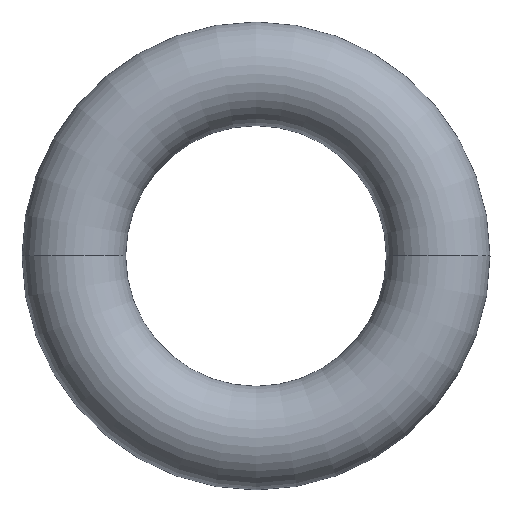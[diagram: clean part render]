
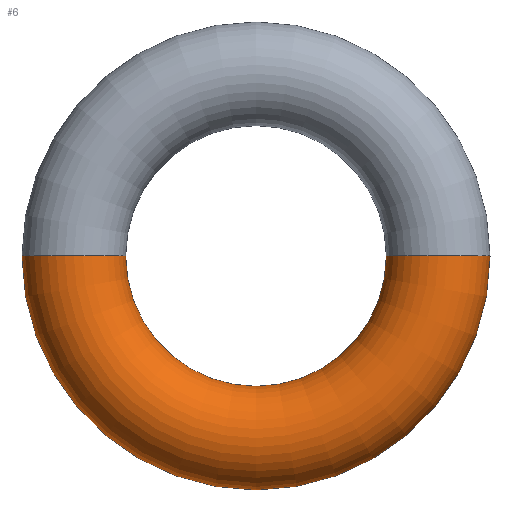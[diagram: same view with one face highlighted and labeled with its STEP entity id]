
A CAD part, top view. The second image highlights one B-rep face of the part: STEP entity #6.
In plain terms, the highlighted toroidal (fillet/blend) face has major radius 3.124 mm and minor radius 0.889 mm.
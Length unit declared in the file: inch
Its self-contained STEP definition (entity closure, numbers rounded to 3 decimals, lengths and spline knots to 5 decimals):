
#6 = ADVANCED_FACE ( 'NONE', ( #146 ), #189, .T. ) ;
#18 = AXIS2_PLACEMENT_3D ( 'NONE', #33, #23, #19 ) ;
#19 = DIRECTION ( 'NONE',  ( 1., 0., 0. ) ) ;
#21 = CARTESIAN_POINT ( 'NONE',  ( 0.158, 0., 0. ) ) ;
#23 = DIRECTION ( 'NONE',  ( 0., 0., 1. ) ) ;
#30 = VERTEX_POINT ( 'NONE', #21 ) ;
#31 = VERTEX_POINT ( 'NONE', #36 ) ;
#32 = VERTEX_POINT ( 'NONE', #37 ) ;
#33 = CARTESIAN_POINT ( 'NONE',  ( 0., 0., 0. ) ) ;
#34 = VERTEX_POINT ( 'NONE', #38 ) ;
#36 = CARTESIAN_POINT ( 'NONE',  ( -0.088, 0., 0. ) ) ;
#37 = CARTESIAN_POINT ( 'NONE',  ( -0.158, 0., 0. ) ) ;
#38 = CARTESIAN_POINT ( 'NONE',  ( 0.088, 0., 0. ) ) ;
#39 = CARTESIAN_POINT ( 'NONE',  ( 0., 0., 0. ) ) ;
#46 = CARTESIAN_POINT ( 'NONE',  ( 0., 0., 0. ) ) ;
#47 = DIRECTION ( 'NONE',  ( 0., 0., 1. ) ) ;
#48 = DIRECTION ( 'NONE',  ( 1., 0., 0. ) ) ;
#54 = CARTESIAN_POINT ( 'NONE',  ( -0.123, 0., 0. ) ) ;
#55 = CARTESIAN_POINT ( 'NONE',  ( 0.123, 0., 0. ) ) ;
#56 = DIRECTION ( 'NONE',  ( 0., 1., 0. ) ) ;
#57 = DIRECTION ( 'NONE',  ( -1., 0., 0. ) ) ;
#59 = DIRECTION ( 'NONE',  ( 0., 0., 1. ) ) ;
#60 = DIRECTION ( 'NONE',  ( 1., 0., 0. ) ) ;
#61 = AXIS2_PLACEMENT_3D ( 'NONE', #39, #59, #60 ) ;
#62 = DIRECTION ( 'NONE',  ( 0., -1., 0. ) ) ;
#63 = DIRECTION ( 'NONE',  ( 0., 0., -1. ) ) ;
#98 = AXIS2_PLACEMENT_3D ( 'NONE', #55, #62, #63 ) ;
#100 = AXIS2_PLACEMENT_3D ( 'NONE', #46, #47, #48 ) ;
#102 = EDGE_CURVE ( 'NONE', #32, #30, #133, .T. ) ;
#105 = EDGE_CURVE ( 'NONE', #32, #31, #169, .T. ) ;
#109 = EDGE_CURVE ( 'NONE', #31, #34, #126, .T. ) ;
#111 = EDGE_CURVE ( 'NONE', #30, #34, #183, .T. ) ;
#114 = AXIS2_PLACEMENT_3D ( 'NONE', #54, #56, #57 ) ;
#126 = CIRCLE ( 'NONE', #61, 0.088 ) ;
#127 = ORIENTED_EDGE ( 'NONE', *, *, #102, .T. ) ;
#131 = ORIENTED_EDGE ( 'NONE', *, *, #109, .F. ) ;
#133 = CIRCLE ( 'NONE', #100, 0.158 ) ;
#146 = FACE_OUTER_BOUND ( 'NONE', #187, .T. ) ;
#151 = ORIENTED_EDGE ( 'NONE', *, *, #111, .T. ) ;
#169 = CIRCLE ( 'NONE', #114, 0.035 ) ;
#183 = CIRCLE ( 'NONE', #98, 0.035 ) ;
#187 = EDGE_LOOP ( 'NONE', ( #190, #127, #151, #131 ) ) ;
#189 = TOROIDAL_SURFACE ( 'NONE', #18, 0.123, 0.035 ) ;
#190 = ORIENTED_EDGE ( 'NONE', *, *, #105, .F. ) ;
